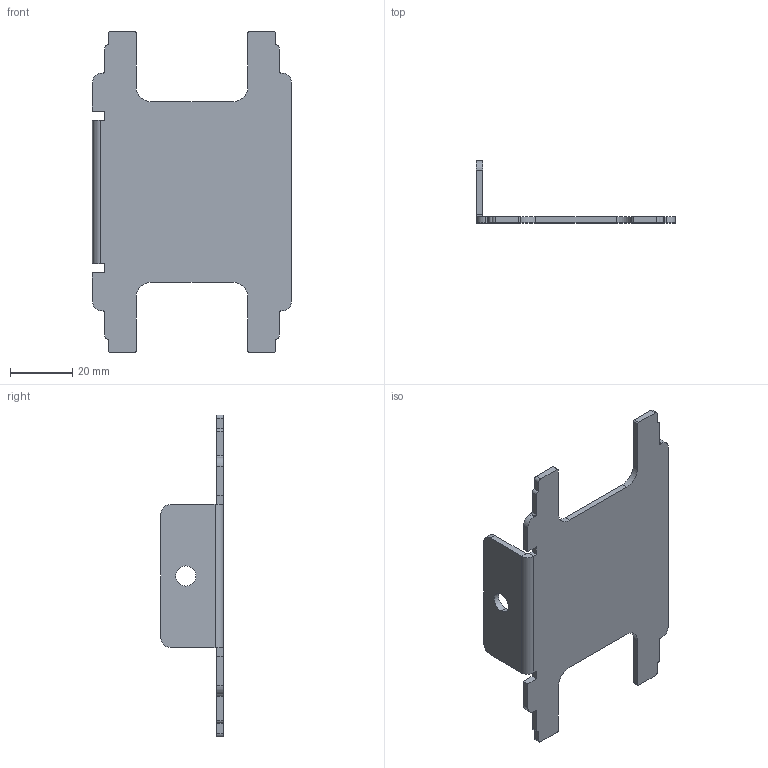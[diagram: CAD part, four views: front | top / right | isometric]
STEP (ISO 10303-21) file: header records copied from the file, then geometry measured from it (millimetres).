
FILE_DESCRIPTION (( 'STEP AP214' ), '1' );
FILE_NAME ('6290150.stp', '2016-06-22T06:10:18', ( '' ), ( '' ), 'SwSTEP 2.0', 'SolidWorks 2014', '' );
FILE_SCHEMA (( 'AUTOMOTIVE_DESIGN' ));
Length unit declared in the file: millimetre
Products named in the file (1): 6290150
Bounding box: 64 x 20 x 103.5 mm (x, y, z)
Volume: 10999.2 mm3; surface area: 11950.3 mm2
Topology: 1 solids, 1 shells, 70 faces, 196 edges, 128 vertices
Faces by surface type: plane 40, cylinder 30
Entity records: 2294 total; most frequent: DIRECTION 398, CARTESIAN_POINT 395, ORIENTED_EDGE 392, EDGE_CURVE 196, VECTOR 136, LINE 136, AXIS2_PLACEMENT_3D 131, VERTEX_POINT 128
